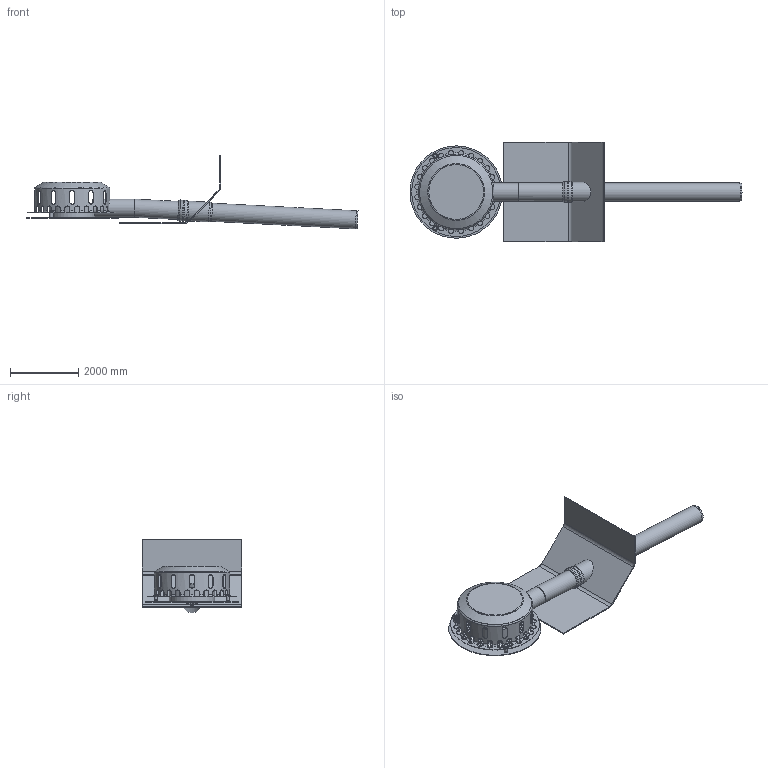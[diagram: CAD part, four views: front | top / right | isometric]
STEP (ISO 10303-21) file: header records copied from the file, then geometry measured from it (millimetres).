
FILE_DESCRIPTION(/* description */ (''),/* implementation_level */ '2;1');
FILE_NAME(/* name */ '01397.050X_3D.stp',/* time_stamp */ '2024-12-11T13:28:53+01:00',/* author */ ('CAD'),/* organization */ (''),/* preprocessor_version */ 'ST-DEVELOPER v20',/* originating_system */ 'AutoCAD Mechanical',/* authorisation */ '');
FILE_SCHEMA (('AUTOMOTIVE_DESIGN { 1 0 10303 214 3 1 1 }'));
Products named in the file (1): Product
Bounding box: 9701.79 x 2900 x 2154.02 mm (x, y, z)
Volume: 775677786.5 mm3; surface area: 88838804.5 mm2
Topology: 8 solids, 50 shells, 1778 faces, 5383 edges, 3610 vertices
Faces by surface type: plane 1552, cylinder 102, torus 62, cone 56, bspline 6
Full cylindrical faces by diameter (mm): 60 x2, 80 x2, 100 x2, 500 x1, 510 x2, 530 x4, 548 x1, 578 x2, 588 x1, 590 x1, 600 x1, 618 x1, 1290 x1, 1330 x2, 2180 x1, 2200 x1, 2700 x1
Entity records: 66579 total; most frequent: CARTESIAN_POINT 17042, ORIENTED_EDGE 10628, DIRECTION 8916, EDGE_CURVE 5383, LINE 4692, VECTOR 4692, VERTEX_POINT 3610, EDGE_LOOP 2533
